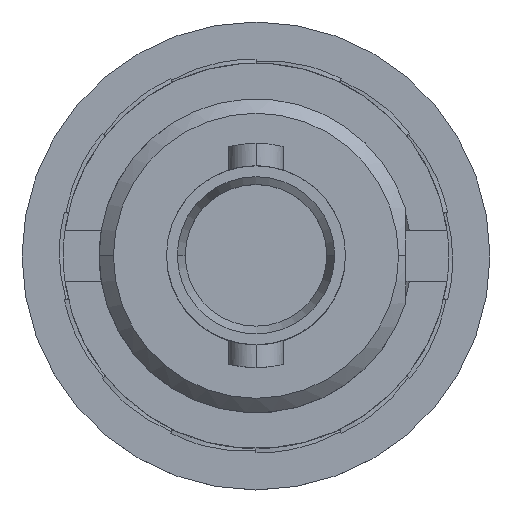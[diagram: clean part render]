
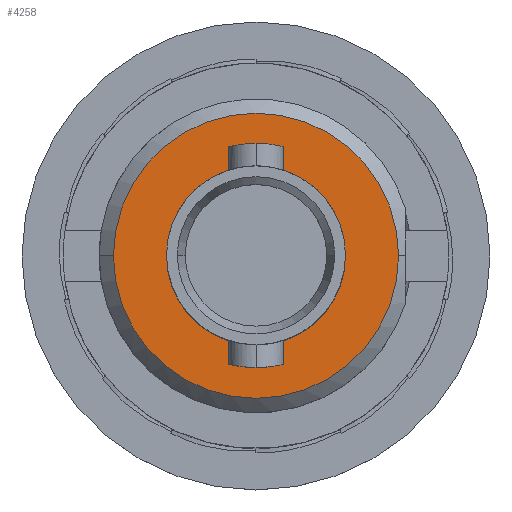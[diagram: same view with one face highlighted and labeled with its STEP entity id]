
A CAD part, top view. The second image highlights one B-rep face of the part: STEP entity #4258.
In plain terms, the highlighted planar face has unit normal (0, 0, 1).
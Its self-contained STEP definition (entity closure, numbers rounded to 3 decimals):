
#126 = AXIS2_PLACEMENT_3D ( 'NONE', #8616, #4608, #601 ) ;
#259 = VERTEX_POINT ( 'NONE', #6330 ) ;
#601 = DIRECTION ( 'NONE',  ( 1., 0., 0. ) ) ;
#811 = CIRCLE ( 'NONE', #1924, 2.275 ) ;
#1642 = CIRCLE ( 'NONE', #126, 3.625 ) ;
#1924 = AXIS2_PLACEMENT_3D ( 'NONE', #7531, #3526, #8206 ) ;
#2244 = EDGE_CURVE ( 'NONE', #6818, #5210, #811, .T. ) ;
#2410 = EDGE_LOOP ( 'NONE', ( #5775, #4778 ) ) ;
#2685 = CARTESIAN_POINT ( 'NONE',  ( 0., 0., -7.3 ) ) ;
#2800 = VERTEX_POINT ( 'NONE', #6183 ) ;
#2848 = DIRECTION ( 'NONE',  ( 0., 0., -1. ) ) ;
#3180 = EDGE_LOOP ( 'NONE', ( #4501, #8418 ) ) ;
#3234 = FACE_OUTER_BOUND ( 'NONE', #3180, .T. ) ;
#3299 = DIRECTION ( 'NONE',  ( 0., 0., 1. ) ) ;
#3353 = DIRECTION ( 'NONE',  ( 1., 0., 0. ) ) ;
#3490 = PLANE ( 'NONE',  #6325 ) ;
#3526 = DIRECTION ( 'NONE',  ( 0., 0., 1. ) ) ;
#3769 = EDGE_CURVE ( 'NONE', #5210, #6818, #5534, .T. ) ;
#4258 = ADVANCED_FACE ( 'NONE', ( #6805, #3234 ), #3490, .F. ) ;
#4501 = ORIENTED_EDGE ( 'NONE', *, *, #5841, .T. ) ;
#4608 = DIRECTION ( 'NONE',  ( 0., 0., 1. ) ) ;
#4778 = ORIENTED_EDGE ( 'NONE', *, *, #3769, .F. ) ;
#5031 = AXIS2_PLACEMENT_3D ( 'NONE', #2685, #7365, #3353 ) ;
#5210 = VERTEX_POINT ( 'NONE', #6056 ) ;
#5381 = AXIS2_PLACEMENT_3D ( 'NONE', #7314, #3299, #7990 ) ;
#5534 = CIRCLE ( 'NONE', #5031, 2.275 ) ;
#5568 = EDGE_CURVE ( 'NONE', #2800, #259, #7035, .T. ) ;
#5775 = ORIENTED_EDGE ( 'NONE', *, *, #2244, .F. ) ;
#5841 = EDGE_CURVE ( 'NONE', #259, #2800, #1642, .T. ) ;
#6056 = CARTESIAN_POINT ( 'NONE',  ( -2.275, 0., -7.3 ) ) ;
#6183 = CARTESIAN_POINT ( 'NONE',  ( 3.625, 0., -7.3 ) ) ;
#6325 = AXIS2_PLACEMENT_3D ( 'NONE', #6851, #2848, #7523 ) ;
#6330 = CARTESIAN_POINT ( 'NONE',  ( -3.625, 0., -7.3 ) ) ;
#6805 = FACE_BOUND ( 'NONE', #2410, .T. ) ;
#6818 = VERTEX_POINT ( 'NONE', #6820 ) ;
#6820 = CARTESIAN_POINT ( 'NONE',  ( 2.275, 0., -7.3 ) ) ;
#6851 = CARTESIAN_POINT ( 'NONE',  ( 0., 2.275, -7.3 ) ) ;
#7035 = CIRCLE ( 'NONE', #5381, 3.625 ) ;
#7314 = CARTESIAN_POINT ( 'NONE',  ( 0., 0., -7.3 ) ) ;
#7365 = DIRECTION ( 'NONE',  ( 0., 0., 1. ) ) ;
#7523 = DIRECTION ( 'NONE',  ( -1., 0., 0. ) ) ;
#7531 = CARTESIAN_POINT ( 'NONE',  ( 0., 0., -7.3 ) ) ;
#7990 = DIRECTION ( 'NONE',  ( 1., 0., 0. ) ) ;
#8206 = DIRECTION ( 'NONE',  ( 1., 0., 0. ) ) ;
#8418 = ORIENTED_EDGE ( 'NONE', *, *, #5568, .T. ) ;
#8616 = CARTESIAN_POINT ( 'NONE',  ( 0., 0., -7.3 ) ) ;
